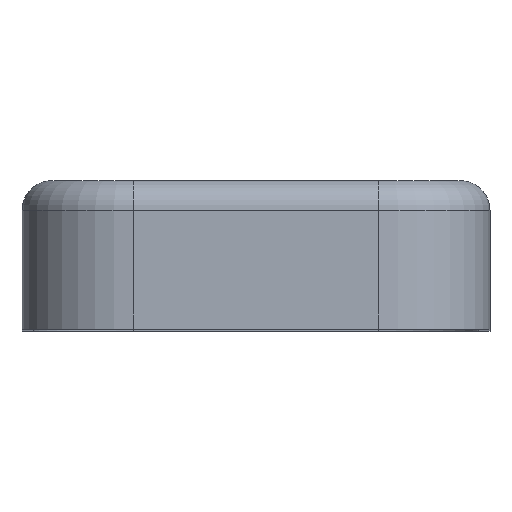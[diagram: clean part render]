
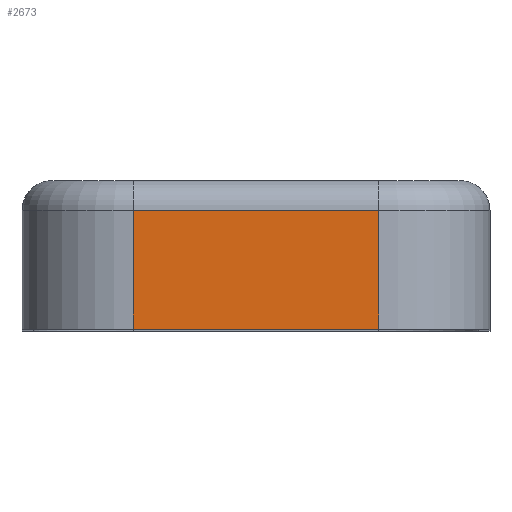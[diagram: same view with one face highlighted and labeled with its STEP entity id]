
A CAD part, top view. The second image highlights one B-rep face of the part: STEP entity #2673.
In plain terms, the highlighted planar face has unit normal (0, 0, 1).
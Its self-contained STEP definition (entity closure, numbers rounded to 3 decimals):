
#70 = VECTOR ( 'NONE', #2064, 1000. ) ;
#92 = EDGE_CURVE ( 'NONE', #2696, #1298, #1226, .T. ) ;
#131 = EDGE_LOOP ( 'NONE', ( #323, #1595, #803, #2353 ) ) ;
#162 = CARTESIAN_POINT ( 'NONE',  ( -3.3, 0., 17.8 ) ) ;
#194 = DIRECTION ( 'NONE',  ( -1., 0., 0. ) ) ;
#227 = CARTESIAN_POINT ( 'NONE',  ( 3.3, 0., 17.8 ) ) ;
#262 = VECTOR ( 'NONE', #194, 1000. ) ;
#269 = EDGE_CURVE ( 'NONE', #2696, #844, #1284, .T. ) ;
#323 = ORIENTED_EDGE ( 'NONE', *, *, #552, .F. ) ;
#399 = FACE_OUTER_BOUND ( 'NONE', #131, .T. ) ;
#552 = EDGE_CURVE ( 'NONE', #844, #2211, #1418, .T. ) ;
#575 = EDGE_CURVE ( 'NONE', #1298, #2211, #1042, .T. ) ;
#692 = AXIS2_PLACEMENT_3D ( 'NONE', #1906, #1214, #1250 ) ;
#803 = ORIENTED_EDGE ( 'NONE', *, *, #92, .T. ) ;
#844 = VERTEX_POINT ( 'NONE', #1554 ) ;
#1025 = CARTESIAN_POINT ( 'NONE',  ( 3.3, -0.5, 17.8 ) ) ;
#1042 = LINE ( 'NONE', #162, #2205 ) ;
#1065 = PLANE ( 'NONE',  #692 ) ;
#1214 = DIRECTION ( 'NONE',  ( 0., 0., 1. ) ) ;
#1221 = CARTESIAN_POINT ( 'NONE',  ( 3.3, -3.7, 17.8 ) ) ;
#1223 = CARTESIAN_POINT ( 'NONE',  ( -3.3, -3.7, 17.8 ) ) ;
#1226 = LINE ( 'NONE', #2725, #70 ) ;
#1250 = DIRECTION ( 'NONE',  ( 0., 1., 0. ) ) ;
#1284 = LINE ( 'NONE', #227, #1805 ) ;
#1298 = VERTEX_POINT ( 'NONE', #1752 ) ;
#1418 = LINE ( 'NONE', #1221, #262 ) ;
#1488 = DIRECTION ( 'NONE',  ( 0., -1., 0. ) ) ;
#1554 = CARTESIAN_POINT ( 'NONE',  ( 3.3, -3.7, 17.8 ) ) ;
#1595 = ORIENTED_EDGE ( 'NONE', *, *, #269, .F. ) ;
#1752 = CARTESIAN_POINT ( 'NONE',  ( -3.3, -0.5, 17.8 ) ) ;
#1805 = VECTOR ( 'NONE', #1488, 1000. ) ;
#1906 = CARTESIAN_POINT ( 'NONE',  ( 3.3, 0., 17.8 ) ) ;
#2064 = DIRECTION ( 'NONE',  ( -1., 0., 0. ) ) ;
#2205 = VECTOR ( 'NONE', #2285, 1000. ) ;
#2211 = VERTEX_POINT ( 'NONE', #1223 ) ;
#2285 = DIRECTION ( 'NONE',  ( 0., -1., 0. ) ) ;
#2353 = ORIENTED_EDGE ( 'NONE', *, *, #575, .T. ) ;
#2673 = ADVANCED_FACE ( 'NONE', ( #399 ), #1065, .T. ) ;
#2696 = VERTEX_POINT ( 'NONE', #1025 ) ;
#2725 = CARTESIAN_POINT ( 'NONE',  ( 3.3, -0.5, 17.8 ) ) ;
